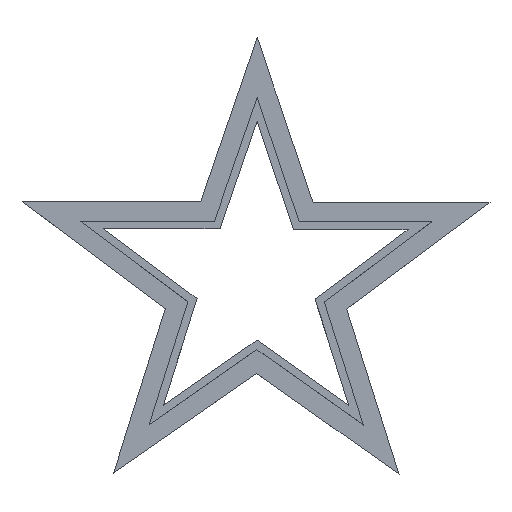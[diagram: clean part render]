
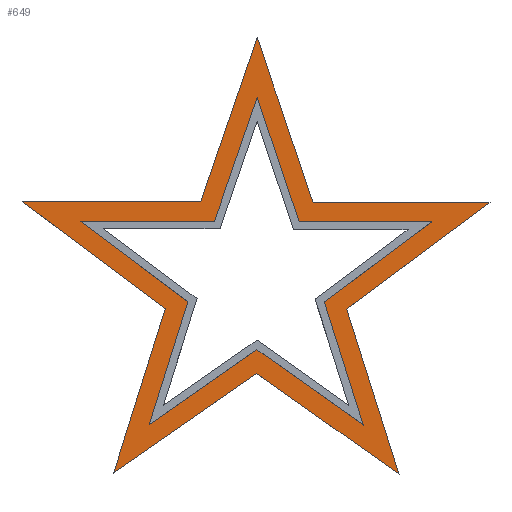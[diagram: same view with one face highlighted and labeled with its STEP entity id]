
A CAD part, top view. The second image highlights one B-rep face of the part: STEP entity #649.
In plain terms, the highlighted planar face has unit normal (0, 0, 1).
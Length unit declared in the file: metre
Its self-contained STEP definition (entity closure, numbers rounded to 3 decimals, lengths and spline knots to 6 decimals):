
#132=ORIENTED_EDGE('',*,*,#220,.F.);
#133=ORIENTED_EDGE('',*,*,#224,.F.);
#134=ORIENTED_EDGE('',*,*,#227,.F.);
#135=ORIENTED_EDGE('',*,*,#230,.F.);
#136=ORIENTED_EDGE('',*,*,#233,.F.);
#137=ORIENTED_EDGE('',*,*,#236,.F.);
#138=ORIENTED_EDGE('',*,*,#239,.F.);
#139=ORIENTED_EDGE('',*,*,#242,.F.);
#140=ORIENTED_EDGE('',*,*,#245,.F.);
#141=ORIENTED_EDGE('',*,*,#248,.F.);
#142=ORIENTED_EDGE('',*,*,#262,.T.);
#143=ORIENTED_EDGE('',*,*,#263,.T.);
#144=ORIENTED_EDGE('',*,*,#264,.T.);
#145=ORIENTED_EDGE('',*,*,#265,.T.);
#146=ORIENTED_EDGE('',*,*,#266,.T.);
#147=ORIENTED_EDGE('',*,*,#267,.T.);
#148=ORIENTED_EDGE('',*,*,#268,.T.);
#149=ORIENTED_EDGE('',*,*,#269,.T.);
#150=ORIENTED_EDGE('',*,*,#270,.T.);
#151=ORIENTED_EDGE('',*,*,#271,.T.);
#220=EDGE_CURVE('',#302,#303,#370,.T.);
#224=EDGE_CURVE('',#306,#302,#374,.T.);
#227=EDGE_CURVE('',#308,#306,#377,.T.);
#230=EDGE_CURVE('',#310,#308,#380,.T.);
#233=EDGE_CURVE('',#312,#310,#383,.T.);
#236=EDGE_CURVE('',#314,#312,#386,.T.);
#239=EDGE_CURVE('',#316,#314,#389,.T.);
#242=EDGE_CURVE('',#318,#316,#392,.T.);
#245=EDGE_CURVE('',#320,#318,#395,.T.);
#248=EDGE_CURVE('',#303,#320,#398,.T.);
#262=EDGE_CURVE('',#332,#333,#412,.T.);
#263=EDGE_CURVE('',#333,#334,#413,.T.);
#264=EDGE_CURVE('',#334,#335,#414,.T.);
#265=EDGE_CURVE('',#335,#336,#415,.T.);
#266=EDGE_CURVE('',#336,#337,#416,.T.);
#267=EDGE_CURVE('',#337,#338,#417,.T.);
#268=EDGE_CURVE('',#338,#339,#418,.T.);
#269=EDGE_CURVE('',#339,#340,#419,.T.);
#270=EDGE_CURVE('',#340,#341,#420,.T.);
#271=EDGE_CURVE('',#341,#332,#421,.T.);
#302=VERTEX_POINT('',#924);
#303=VERTEX_POINT('',#925);
#306=VERTEX_POINT('',#933);
#308=VERTEX_POINT('',#939);
#310=VERTEX_POINT('',#945);
#312=VERTEX_POINT('',#951);
#314=VERTEX_POINT('',#957);
#316=VERTEX_POINT('',#963);
#318=VERTEX_POINT('',#969);
#320=VERTEX_POINT('',#975);
#332=VERTEX_POINT('',#1009);
#333=VERTEX_POINT('',#1010);
#334=VERTEX_POINT('',#1012);
#335=VERTEX_POINT('',#1014);
#336=VERTEX_POINT('',#1016);
#337=VERTEX_POINT('',#1018);
#338=VERTEX_POINT('',#1020);
#339=VERTEX_POINT('',#1022);
#340=VERTEX_POINT('',#1024);
#341=VERTEX_POINT('',#1026);
#370=LINE('',#923,#460);
#374=LINE('',#932,#464);
#377=LINE('',#938,#467);
#380=LINE('',#944,#470);
#383=LINE('',#950,#473);
#386=LINE('',#956,#476);
#389=LINE('',#962,#479);
#392=LINE('',#968,#482);
#395=LINE('',#974,#485);
#398=LINE('',#980,#488);
#412=LINE('',#1008,#502);
#413=LINE('',#1011,#503);
#414=LINE('',#1013,#504);
#415=LINE('',#1015,#505);
#416=LINE('',#1017,#506);
#417=LINE('',#1019,#507);
#418=LINE('',#1021,#508);
#419=LINE('',#1023,#509);
#420=LINE('',#1025,#510);
#421=LINE('',#1027,#511);
#460=VECTOR('',#756,1.);
#464=VECTOR('',#762,1.);
#467=VECTOR('',#767,1.);
#470=VECTOR('',#772,1.);
#473=VECTOR('',#777,1.);
#476=VECTOR('',#782,1.);
#479=VECTOR('',#787,1.);
#482=VECTOR('',#792,1.);
#485=VECTOR('',#797,1.);
#488=VECTOR('',#802,1.);
#502=VECTOR('',#824,1.);
#503=VECTOR('',#825,1.);
#504=VECTOR('',#826,1.);
#505=VECTOR('',#827,1.);
#506=VECTOR('',#828,1.);
#507=VECTOR('',#829,1.);
#508=VECTOR('',#830,1.);
#509=VECTOR('',#831,1.);
#510=VECTOR('',#832,1.);
#511=VECTOR('',#833,1.);
#546=EDGE_LOOP('',(#132,#133,#134,#135,#136,#137,#138,#139,#140,#141));
#547=EDGE_LOOP('',(#142,#143,#144,#145,#146,#147,#148,#149,#150,#151));
#582=FACE_BOUND('',#546,.T.);
#583=FACE_BOUND('',#547,.T.);
#616=PLANE('',#695);
#649=ADVANCED_FACE('',(#582,#583),#616,.F.);
#695=AXIS2_PLACEMENT_3D('',#1007,#822,#823);
#756=DIRECTION('',(-0.32,0.947,0.));
#762=DIRECTION('',(-1.,0.,0.));
#767=DIRECTION('',(0.802,0.597,0.));
#772=DIRECTION('',(-0.302,0.953,0.));
#777=DIRECTION('',(0.816,-0.578,0.));
#782=DIRECTION('',(0.821,0.571,0.));
#787=DIRECTION('',(-0.3,-0.954,0.));
#792=DIRECTION('',(0.801,-0.599,0.));
#797=DIRECTION('',(-1.,0.,0.));
#802=DIRECTION('',(-0.326,-0.945,0.));
#822=DIRECTION('',(0.,0.,-1.));
#823=DIRECTION('',(-1.,0.,0.));
#824=DIRECTION('',(-0.32,0.947,0.));
#825=DIRECTION('',(-0.326,-0.945,0.));
#826=DIRECTION('',(-1.,0.,0.));
#827=DIRECTION('',(0.801,-0.599,0.));
#828=DIRECTION('',(-0.3,-0.954,0.));
#829=DIRECTION('',(0.821,0.571,0.));
#830=DIRECTION('',(0.816,-0.578,0.));
#831=DIRECTION('',(-0.302,0.953,0.));
#832=DIRECTION('',(0.802,0.597,0.));
#833=DIRECTION('',(-1.,0.,0.));
#923=CARTESIAN_POINT('',(0.005435,0.031947,0.));
#924=CARTESIAN_POINT('',(0.01085,0.015914,0.));
#925=CARTESIAN_POINT('',(0.00002,0.047981,0.));
#932=CARTESIAN_POINT('',(0.027913,0.015914,0.));
#933=CARTESIAN_POINT('',(0.044977,0.015914,0.));
#938=CARTESIAN_POINT('',(0.031137,0.00562,0.));
#939=CARTESIAN_POINT('',(0.017296,-0.004673,0.));
#944=CARTESIAN_POINT('',(0.022328,-0.020549,0.));
#945=CARTESIAN_POINT('',(0.02736,-0.036425,0.));
#950=CARTESIAN_POINT('',(0.013674,-0.02672,0.));
#951=CARTESIAN_POINT('',(-0.000011,-0.017015,0.));
#956=CARTESIAN_POINT('',(-0.013913,-0.026678,0.));
#957=CARTESIAN_POINT('',(-0.027814,-0.036342,0.));
#962=CARTESIAN_POINT('',(-0.022813,-0.020467,0.));
#963=CARTESIAN_POINT('',(-0.017813,-0.004591,0.));
#968=CARTESIAN_POINT('',(-0.03169,0.005778,0.));
#969=CARTESIAN_POINT('',(-0.045568,0.016147,0.));
#974=CARTESIAN_POINT('',(-0.028267,0.016147,0.));
#975=CARTESIAN_POINT('',(-0.010965,0.016147,0.));
#980=CARTESIAN_POINT('',(-0.005472,0.032064,0.));
#1007=CARTESIAN_POINT('',(0.006527,0.03809,0.));
#1008=CARTESIAN_POINT('',(0.007255,0.042185,0.));
#1009=CARTESIAN_POINT('',(0.014439,0.020914,0.));
#1010=CARTESIAN_POINT('',(0.000071,0.063456,0.));
#1011=CARTESIAN_POINT('',(-0.007229,0.042302,0.));
#1012=CARTESIAN_POINT('',(-0.014529,0.021147,0.));
#1013=CARTESIAN_POINT('',(-0.037571,0.021147,0.));
#1014=CARTESIAN_POINT('',(-0.060613,0.021147,0.));
#1015=CARTESIAN_POINT('',(-0.04213,0.007337,0.));
#1016=CARTESIAN_POINT('',(-0.023648,-0.006473,0.));
#1017=CARTESIAN_POINT('',(-0.030315,-0.027639,0.));
#1018=CARTESIAN_POINT('',(-0.036982,-0.048805,0.));
#1019=CARTESIAN_POINT('',(-0.018511,-0.035964,0.));
#1020=CARTESIAN_POINT('',(-0.00004,-0.023124,0.));
#1021=CARTESIAN_POINT('',(0.018296,-0.036127,0.));
#1022=CARTESIAN_POINT('',(0.036631,-0.04913,0.));
#1023=CARTESIAN_POINT('',(0.029885,-0.027844,0.));
#1024=CARTESIAN_POINT('',(0.023139,-0.006559,0.));
#1025=CARTESIAN_POINT('',(0.041608,0.007178,0.));
#1026=CARTESIAN_POINT('',(0.060078,0.020914,0.));
#1027=CARTESIAN_POINT('',(0.037258,0.020914,0.));
